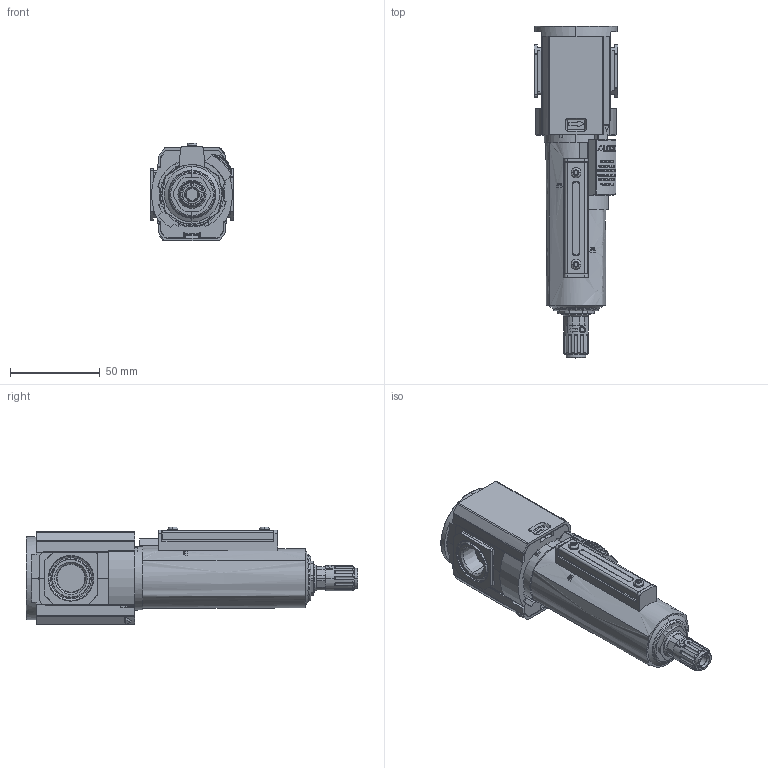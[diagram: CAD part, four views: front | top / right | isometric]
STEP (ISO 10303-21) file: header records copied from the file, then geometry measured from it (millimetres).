
FILE_DESCRIPTION (( 'STEP AP203' ), '1' );
FILE_NAME ('F82G-3AN-AD3.step', '2021-09-07T18:22:13', ( '' ), ( '' ), 'SwSTEP 2.0', 'SolidWorks 2021', '' );
FILE_SCHEMA (( 'CONFIG_CONTROL_DESIGN' ));
Length unit declared in the file: inch
Products named in the file (1): F82G-3AN-AD3
Bounding box: 46.5 x 184.79 x 54.55 mm (x, y, z)
Volume: 206723 mm3; surface area: 57808.7 mm2
Topology: 5 solids, 5 shells, 1157 faces, 3217 edges, 2117 vertices
Faces by surface type: plane 492, cylinder 441, bspline 102, cone 98, torus 24
Entity records: 42762 total; most frequent: CARTESIAN_POINT 14824, ORIENTED_EDGE 6426, DIRECTION 5087, EDGE_CURVE 3213, VERTEX_POINT 2117, AXIS2_PLACEMENT_3D 1799, LINE 1489, VECTOR 1489
